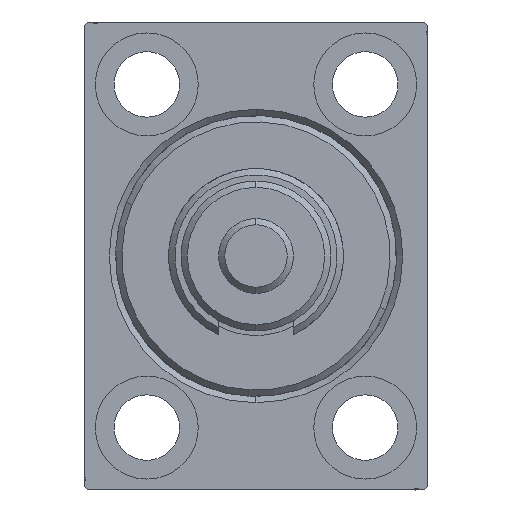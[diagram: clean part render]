
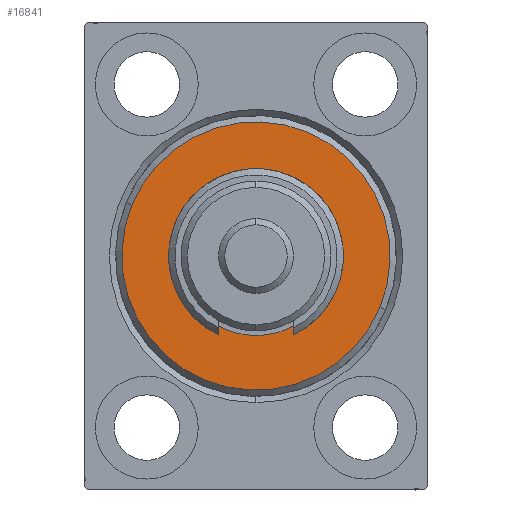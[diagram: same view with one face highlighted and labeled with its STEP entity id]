
A CAD part, left-side view. The second image highlights one B-rep face of the part: STEP entity #16841.
In plain terms, the highlighted face is planar.
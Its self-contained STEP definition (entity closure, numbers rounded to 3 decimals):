
#507 = EDGE_CURVE ( 'NONE', #16805, #9152, #7585, .T. ) ;
#1301 = CARTESIAN_POINT ( 'NONE',  ( 3., 0., -12.75 ) ) ;
#3215 = DIRECTION ( 'NONE',  ( 0., 0., -1. ) ) ;
#3441 = DIRECTION ( 'NONE',  ( 1., 0., 0. ) ) ;
#4512 = DIRECTION ( 'NONE',  ( -1., 0., 0. ) ) ;
#4695 = DIRECTION ( 'NONE',  ( 1., 0., 0. ) ) ;
#7585 = CIRCLE ( 'NONE', #39796, 21.5 ) ;
#7739 = PLANE ( 'NONE',  #40795 ) ;
#7968 = CARTESIAN_POINT ( 'NONE',  ( 3., 0., 0. ) ) ;
#8130 = ORIENTED_EDGE ( 'NONE', *, *, #507, .T. ) ;
#8433 = FACE_OUTER_BOUND ( 'NONE', #17350, .T. ) ;
#8485 = DIRECTION ( 'NONE',  ( 0., 0., -1. ) ) ;
#8872 = EDGE_LOOP ( 'NONE', ( #39667, #44416 ) ) ;
#9152 = VERTEX_POINT ( 'NONE', #42936 ) ;
#10085 = CIRCLE ( 'NONE', #43780, 12.75 ) ;
#11913 = EDGE_CURVE ( 'NONE', #29635, #36338, #32520, .T. ) ;
#15349 = DIRECTION ( 'NONE',  ( -1., 0., 0. ) ) ;
#16043 = EDGE_CURVE ( 'NONE', #9152, #16805, #36385, .T. ) ;
#16387 = DIRECTION ( 'NONE',  ( 1., 0., 0. ) ) ;
#16517 = EDGE_CURVE ( 'NONE', #36338, #29635, #10085, .T. ) ;
#16805 = VERTEX_POINT ( 'NONE', #39405 ) ;
#16841 = ADVANCED_FACE ( 'NONE', ( #8433, #36368 ), #7739, .T. ) ;
#17350 = EDGE_LOOP ( 'NONE', ( #8130, #19758 ) ) ;
#19758 = ORIENTED_EDGE ( 'NONE', *, *, #16043, .T. ) ;
#22781 = AXIS2_PLACEMENT_3D ( 'NONE', #22838, #15349, #26808 ) ;
#22838 = CARTESIAN_POINT ( 'NONE',  ( 3., 0., 0. ) ) ;
#25573 = DIRECTION ( 'NONE',  ( 0., 0., -1. ) ) ;
#26808 = DIRECTION ( 'NONE',  ( 0., 0., -1. ) ) ;
#29635 = VERTEX_POINT ( 'NONE', #1301 ) ;
#30285 = CARTESIAN_POINT ( 'NONE',  ( 3., 0., 12.75 ) ) ;
#30302 = CARTESIAN_POINT ( 'NONE',  ( 3., 0., 0. ) ) ;
#32520 = CIRCLE ( 'NONE', #22781, 12.75 ) ;
#34224 = CARTESIAN_POINT ( 'NONE',  ( 3., 0., 0. ) ) ;
#36338 = VERTEX_POINT ( 'NONE', #30285 ) ;
#36368 = FACE_BOUND ( 'NONE', #8872, .T. ) ;
#36385 = CIRCLE ( 'NONE', #41645, 21.5 ) ;
#38438 = DIRECTION ( 'NONE',  ( 0., 0., -1. ) ) ;
#39405 = CARTESIAN_POINT ( 'NONE',  ( 3., 0., 21.5 ) ) ;
#39667 = ORIENTED_EDGE ( 'NONE', *, *, #16517, .T. ) ;
#39796 = AXIS2_PLACEMENT_3D ( 'NONE', #46354, #3441, #3215 ) ;
#40795 = AXIS2_PLACEMENT_3D ( 'NONE', #7968, #4695, #25573 ) ;
#41645 = AXIS2_PLACEMENT_3D ( 'NONE', #34224, #16387, #38438 ) ;
#42936 = CARTESIAN_POINT ( 'NONE',  ( 3., 0., -21.5 ) ) ;
#43780 = AXIS2_PLACEMENT_3D ( 'NONE', #30302, #4512, #8485 ) ;
#44416 = ORIENTED_EDGE ( 'NONE', *, *, #11913, .T. ) ;
#46354 = CARTESIAN_POINT ( 'NONE',  ( 3., 0., 0. ) ) ;
